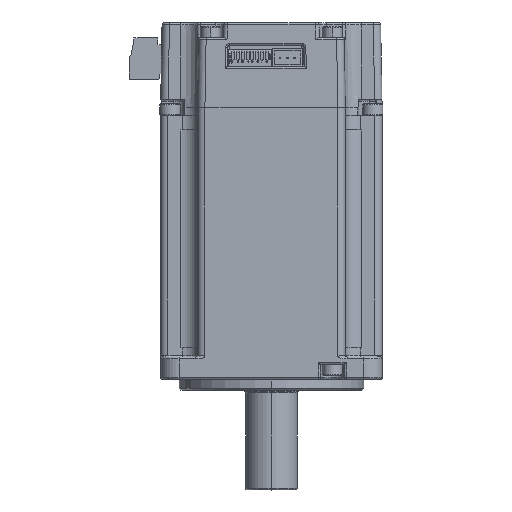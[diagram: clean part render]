
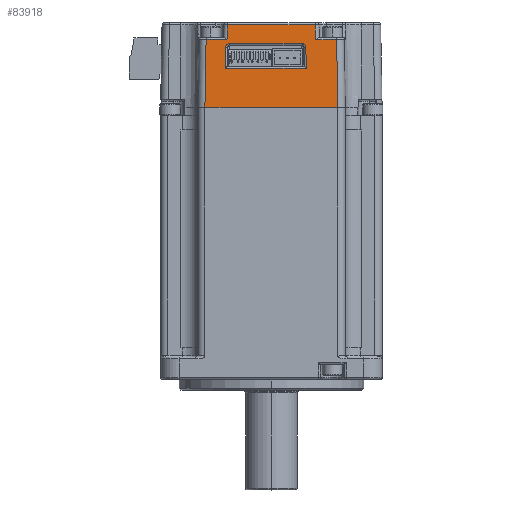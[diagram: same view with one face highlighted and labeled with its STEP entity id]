
A CAD part, front view. The second image highlights one B-rep face of the part: STEP entity #83918.
In plain terms, the highlighted planar face has unit normal (0, 1, -0.018).
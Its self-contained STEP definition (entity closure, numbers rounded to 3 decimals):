
#74019=DIRECTION('',(-0.017,-0.017,-1.));
#74020=VECTOR('',#74019,18.514);
#74021=CARTESIAN_POINT('',(9.813,1.855,106.226));
#74022=LINE('',#74021,#74020);
#74026=DIRECTION('',(-0.017,0.017,1.));
#74027=VECTOR('',#74026,18.514);
#74028=CARTESIAN_POINT('',(45.49,1.532,87.718));
#74029=LINE('',#74028,#74027);
#74033=DIRECTION('',(-0.035,0.017,0.999));
#74034=VECTOR('',#74033,4.003);
#74035=CARTESIAN_POINT('',(39.507,1.855,106.226));
#74036=LINE('',#74035,#74034);
#74040=DIRECTION('',(-0.035,-0.017,-0.999));
#74041=VECTOR('',#74040,4.003);
#74042=CARTESIAN_POINT('',(15.612,1.925,110.226));
#74043=LINE('',#74042,#74041);
#74047=DIRECTION('',(0.017,-0.017,-1.));
#74048=VECTOR('',#74047,5.703);
#74049=CARTESIAN_POINT('',(36.837,1.818,104.137));
#74050=LINE('',#74049,#74048);
#74054=DIRECTION('',(0.017,0.017,1.));
#74055=VECTOR('',#74054,5.703);
#74056=CARTESIAN_POINT('',(15.043,1.719,98.435));
#74057=LINE('',#74056,#74055);
#74061=CARTESIAN_POINT('',(15.143,1.818,104.137));
#74062=CARTESIAN_POINT('',(15.145,1.82,104.241));
#74063=CARTESIAN_POINT('',(15.178,1.824,104.439));
#74064=CARTESIAN_POINT('',(15.325,1.828,104.723));
#74065=CARTESIAN_POINT('',(15.55,1.832,104.944));
#74066=CARTESIAN_POINT('',(15.837,1.835,105.085));
#74067=CARTESIAN_POINT('',(16.036,1.835,105.116));
#74068=CARTESIAN_POINT('',(16.14,1.835,105.116));
#74073=CARTESIAN_POINT('',(35.84,1.835,105.116));
#74074=CARTESIAN_POINT('',(35.944,1.835,105.116));
#74075=CARTESIAN_POINT('',(36.143,1.835,105.085));
#74076=CARTESIAN_POINT('',(36.431,1.832,104.943));
#74077=CARTESIAN_POINT('',(36.655,1.828,104.723));
#74078=CARTESIAN_POINT('',(36.802,1.824,104.439));
#74079=CARTESIAN_POINT('',(36.835,1.82,104.241));
#74080=CARTESIAN_POINT('',(36.837,1.818,104.137));
#74194=DIRECTION('',(-1.,0.,0.));
#74195=VECTOR('',#74194,36.001);
#74196=CARTESIAN_POINT('',(45.49,1.532,87.718));
#74197=LINE('',#74196,#74195);
#75474=DIRECTION('',(-1.,0.,0.));
#75475=VECTOR('',#75474,23.755);
#75476=CARTESIAN_POINT('',(39.367,1.925,110.226));
#75477=LINE('',#75476,#75475);
#75693=DIRECTION('',(-1.,0.,0.));
#75694=VECTOR('',#75693,5.66);
#75695=CARTESIAN_POINT('',(45.167,1.855,106.226));
#75696=LINE('',#75695,#75694);
#82145=DIRECTION('',(-1.,0.,0.));
#82146=VECTOR('',#82145,5.66);
#82147=CARTESIAN_POINT('',(15.473,1.855,106.226));
#82148=LINE('',#82147,#82146);
#82466=DIRECTION('',(1.,0.,0.));
#82467=VECTOR('',#82466,19.699);
#82468=CARTESIAN_POINT('',(16.14,1.835,105.116));
#82469=LINE('',#82468,#82467);
#82507=DIRECTION('',(-1.,0.,0.));
#82508=VECTOR('',#82507,21.893);
#82509=CARTESIAN_POINT('',(36.937,1.719,98.435));
#82510=LINE('',#82509,#82508);
#82655=CARTESIAN_POINT('',(15.612,1.925,110.226));
#82656=CARTESIAN_POINT('',(15.473,1.855,106.226));
#82657=VERTEX_POINT('',#82655);
#82658=VERTEX_POINT('',#82656);
#82660=CARTESIAN_POINT('',(9.813,1.855,106.226));
#82661=CARTESIAN_POINT('',(9.49,1.532,87.718));
#82662=VERTEX_POINT('',#82660);
#82663=VERTEX_POINT('',#82661);
#82664=CARTESIAN_POINT('',(39.367,1.925,110.226));
#82665=VERTEX_POINT('',#82664);
#82666=CARTESIAN_POINT('',(39.507,1.855,106.226));
#82667=VERTEX_POINT('',#82666);
#82668=CARTESIAN_POINT('',(45.167,1.855,106.226));
#82669=VERTEX_POINT('',#82668);
#82670=CARTESIAN_POINT('',(45.49,1.532,87.718));
#82671=VERTEX_POINT('',#82670);
#82672=CARTESIAN_POINT('',(36.837,1.818,104.137));
#82673=CARTESIAN_POINT('',(36.937,1.719,98.435));
#82674=VERTEX_POINT('',#82672);
#82675=VERTEX_POINT('',#82673);
#82676=VERTEX_POINT('',#74073);
#82677=CARTESIAN_POINT('',(16.14,1.835,105.116));
#82678=VERTEX_POINT('',#82677);
#82679=VERTEX_POINT('',#74061);
#82680=CARTESIAN_POINT('',(15.043,1.719,98.435));
#82681=VERTEX_POINT('',#82680);
#83882=CARTESIAN_POINT('',(27.49,1.728,98.972));
#83883=DIRECTION('',(0.,1.,-0.017));
#83884=DIRECTION('',(0.,0.017,1.));
#83885=AXIS2_PLACEMENT_3D('',#83882,#83883,#83884);
#83886=PLANE('',#83885);
#83888=ORIENTED_EDGE('',*,*,#83887,.T.);
#83890=ORIENTED_EDGE('',*,*,#83889,.F.);
#83892=ORIENTED_EDGE('',*,*,#83891,.T.);
#83894=ORIENTED_EDGE('',*,*,#83893,.T.);
#83896=ORIENTED_EDGE('',*,*,#83895,.T.);
#83898=ORIENTED_EDGE('',*,*,#83897,.T.);
#83899=ORIENTED_EDGE('',*,*,#83870,.T.);
#83901=ORIENTED_EDGE('',*,*,#83900,.T.);
#83902=EDGE_LOOP('',(#83888,#83890,#83892,#83894,#83896,#83898,#83899,#83901));
#83903=FACE_OUTER_BOUND('',#83902,.F.);
#83905=ORIENTED_EDGE('',*,*,#83904,.T.);
#83907=ORIENTED_EDGE('',*,*,#83906,.T.);
#83909=ORIENTED_EDGE('',*,*,#83908,.T.);
#83911=ORIENTED_EDGE('',*,*,#83910,.T.);
#83913=ORIENTED_EDGE('',*,*,#83912,.T.);
#83915=ORIENTED_EDGE('',*,*,#83914,.T.);
#83916=EDGE_LOOP('',(#83905,#83907,#83909,#83911,#83913,#83915));
#83917=FACE_BOUND('',#83916,.F.);
#83918=ADVANCED_FACE('',(#83903,#83917),#83886,.T.);
#74069=B_SPLINE_CURVE_WITH_KNOTS('',3,(#74061,#74062,#74063,#74064,#74065,
#74066,#74067,#74068),.UNSPECIFIED.,.F.,.F.,(4,1,1,1,1,4),(0.,0.2,0.4,
0.6,0.8,1.),.UNSPECIFIED.);
#74081=B_SPLINE_CURVE_WITH_KNOTS('',3,(#74073,#74074,#74075,#74076,#74077,
#74078,#74079,#74080),.UNSPECIFIED.,.F.,.F.,(4,1,1,1,1,4),(0.,0.2,0.4,
0.6,0.8,1.),.UNSPECIFIED.);
#83870=EDGE_CURVE('',#82657,#82658,#74043,.T.);
#83887=EDGE_CURVE('',#82662,#82663,#74022,.T.);
#83889=EDGE_CURVE('',#82671,#82663,#74197,.T.);
#83891=EDGE_CURVE('',#82671,#82669,#74029,.T.);
#83893=EDGE_CURVE('',#82669,#82667,#75696,.T.);
#83895=EDGE_CURVE('',#82667,#82665,#74036,.T.);
#83897=EDGE_CURVE('',#82665,#82657,#75477,.T.);
#83900=EDGE_CURVE('',#82658,#82662,#82148,.T.);
#83904=EDGE_CURVE('',#82674,#82675,#74050,.T.);
#83906=EDGE_CURVE('',#82675,#82681,#82510,.T.);
#83908=EDGE_CURVE('',#82681,#82679,#74057,.T.);
#83910=EDGE_CURVE('',#82679,#82678,#74069,.T.);
#83912=EDGE_CURVE('',#82678,#82676,#82469,.T.);
#83914=EDGE_CURVE('',#82676,#82674,#74081,.T.);
